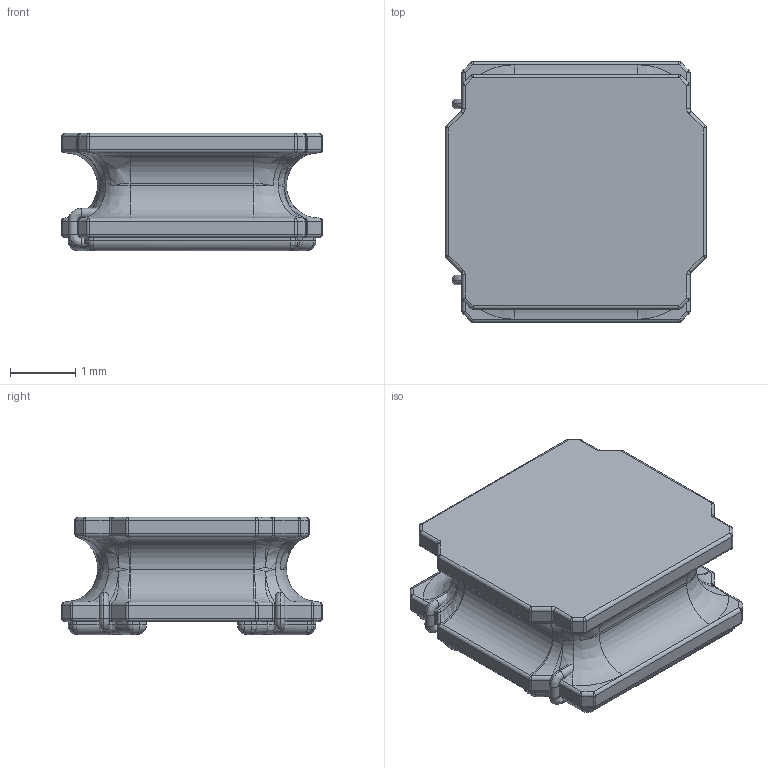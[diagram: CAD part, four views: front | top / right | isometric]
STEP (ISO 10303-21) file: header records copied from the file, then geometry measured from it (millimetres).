
FILE_DESCRIPTION (( 'STEP AP214' ), '1' );
FILE_NAME ('PNR4018 SMD Power Inductor.STEP', '2024-08-30T00:06:51', ( '微软用户' ), ( '微软中国' ), 'SwSTEP 2.0', 'SolidWorks 2018', '' );
FILE_SCHEMA (( 'AUTOMOTIVE_DESIGN' ));
Length unit declared in the file: millimetre
Products named in the file (1): PNR4018 SMD Power Inductor
Bounding box: 4 x 4 x 1.8 mm (x, y, z)
Volume: 19.6 mm3; surface area: 60.5 mm2
Topology: 3 solids, 3 shells, 361 faces, 803 edges, 394 vertices
Faces by surface type: cylinder 163, bspline 128, plane 70
Entity records: 14713 total; most frequent: CARTESIAN_POINT 4835, ORIENTED_EDGE 1494, DIRECTION 1425, EDGE_CURVE 747, AXIS2_PLACEMENT_3D 544, VERTEX_POINT 394, EDGE_LOOP 363, FACE_OUTER_BOUND 361
